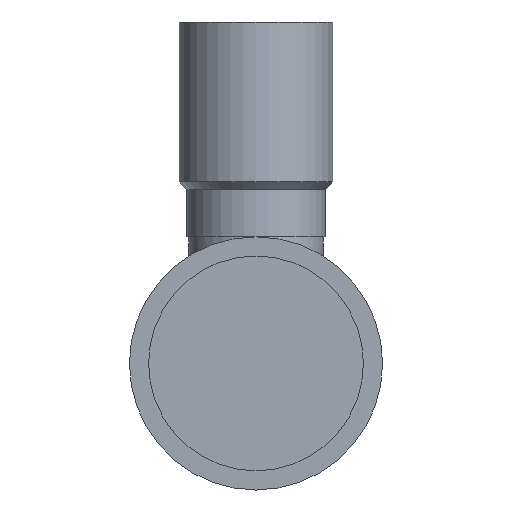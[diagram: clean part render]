
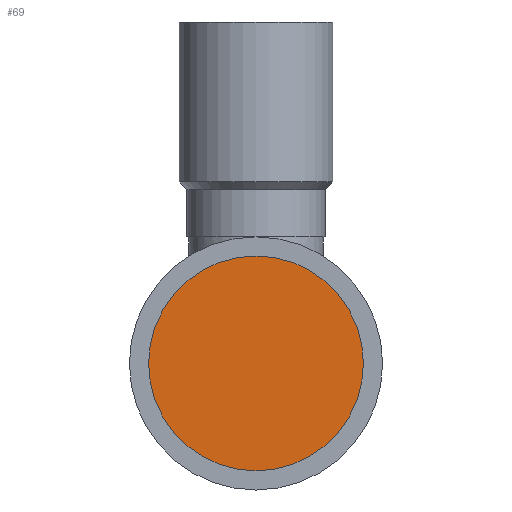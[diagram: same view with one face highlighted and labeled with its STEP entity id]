
A CAD part, front view. The second image highlights one B-rep face of the part: STEP entity #69.
In plain terms, the highlighted planar face has unit normal (0, -1, 0).
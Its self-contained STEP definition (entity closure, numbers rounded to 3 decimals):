
#69 = ADVANCED_FACE( '', ( #150 ), #151, .F. );
#150 = FACE_OUTER_BOUND( '', #231, .T. );
#151 = PLANE( '', #232 );
#231 = EDGE_LOOP( '', ( #332 ) );
#232 = AXIS2_PLACEMENT_3D( '', #333, #334, #335 );
#332 = ORIENTED_EDGE( '', *, *, #389, .F. );
#333 = CARTESIAN_POINT( '', ( 0., 22.2, 0. ) );
#334 = DIRECTION( '', ( 0., 1., 0. ) );
#335 = DIRECTION( '', ( 0., 0., 1. ) );
#389 = EDGE_CURVE( '', #439, #439, #440, .T. );
#439 = VERTEX_POINT( '', #494 );
#440 = CIRCLE( '', #495, 14. );
#494 = CARTESIAN_POINT( '', ( 14., 22.2, 0. ) );
#495 = AXIS2_PLACEMENT_3D( '', #644, #645, #646 );
#644 = CARTESIAN_POINT( '', ( 0., 22.2, 0. ) );
#645 = DIRECTION( '', ( 0., 1., 0. ) );
#646 = DIRECTION( '', ( 1., 0., 0. ) );
